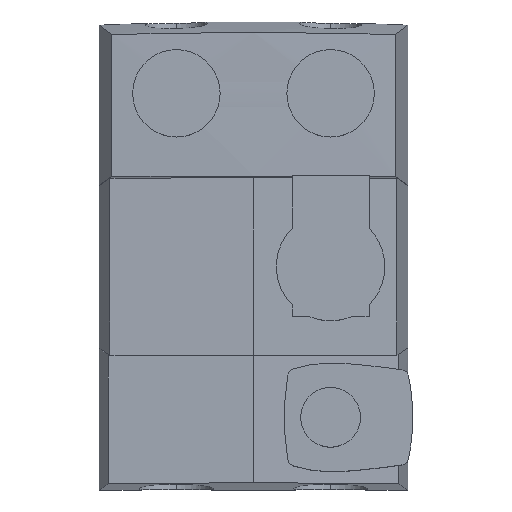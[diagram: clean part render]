
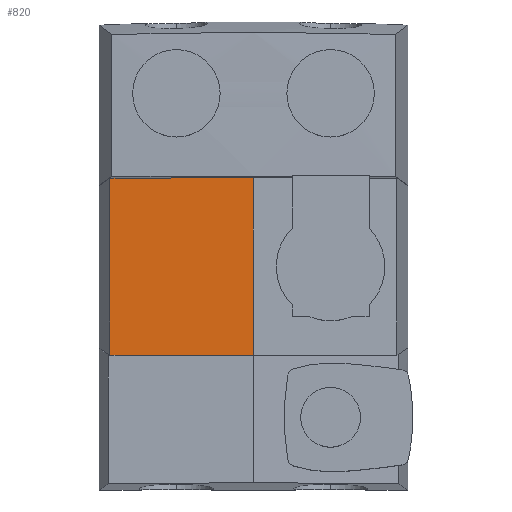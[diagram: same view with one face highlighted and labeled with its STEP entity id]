
A CAD part, top view. The second image highlights one B-rep face of the part: STEP entity #820.
In plain terms, the highlighted cylindrical face has radius 2500 mm (diameter 5000 mm), a partial arc.
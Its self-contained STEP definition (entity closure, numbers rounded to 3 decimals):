
#58 = CARTESIAN_POINT ( 'NONE',  ( 0., -80., -2407.818 ) ) ;
#361 = CARTESIAN_POINT ( 'NONE',  ( -38.778, 72.116, 92.182 ) ) ;
#381 = CARTESIAN_POINT ( 'NONE',  ( 0., -72.116, 92.182 ) ) ;
#438 = CARTESIAN_POINT ( 'NONE',  ( -116.333, -80., 89.474 ) ) ;
#607 = CARTESIAN_POINT ( 'NONE',  ( -116.333, -71.751, 89.474 ) ) ;
#684 = ORIENTED_EDGE ( 'NONE', *, *, #6642, .T. ) ;
#820 = ADVANCED_FACE ( 'NONE', ( #4994 ), #1215, .T. ) ;
#925 = EDGE_LOOP ( 'NONE', ( #2415, #684, #1464, #6763 ) ) ;
#1141 = DIRECTION ( 'NONE',  ( 0., 1., 0. ) ) ;
#1215 = CYLINDRICAL_SURFACE ( 'NONE', #2176, 2500. ) ;
#1344 = EDGE_CURVE ( 'NONE', #4933, #1651, #3133, .T. ) ;
#1464 = ORIENTED_EDGE ( 'NONE', *, *, #1344, .F. ) ;
#1600 = CARTESIAN_POINT ( 'NONE',  ( 0., -72.116, 92.182 ) ) ;
#1651 = VERTEX_POINT ( 'NONE', #6284 ) ;
#1717 = CARTESIAN_POINT ( 'NONE',  ( -116.333, 71.751, 89.474 ) ) ;
#2009 = CARTESIAN_POINT ( 'NONE',  ( 0., 72.116, 92.182 ) ) ;
#2132 = VERTEX_POINT ( 'NONE', #607 ) ;
#2176 = AXIS2_PLACEMENT_3D ( 'NONE', #58, #1141, #4535 ) ;
#2415 = ORIENTED_EDGE ( 'NONE', *, *, #2850, .F. ) ;
#2547 = CARTESIAN_POINT ( 'NONE',  ( -19.422, -72.116, 92.182 ) ) ;
#2850 = EDGE_CURVE ( 'NONE', #4066, #2132, #7017, .T. ) ;
#2970 = CARTESIAN_POINT ( 'NONE',  ( -116.333, -71.751, 89.474 ) ) ;
#3133 = B_SPLINE_CURVE_WITH_KNOTS ( 'NONE', 3,
 ( #5277, #3776, #361, #2009 ),
 .UNSPECIFIED., .F., .F.,
 ( 4, 4 ),
 ( 0.014, 0.13 ),
 .UNSPECIFIED. ) ;
#3640 = EDGE_CURVE ( 'NONE', #2132, #4933, #5811, .T. ) ;
#3776 = CARTESIAN_POINT ( 'NONE',  ( -77.555, 71.994, 91.28 ) ) ;
#4066 = VERTEX_POINT ( 'NONE', #1600 ) ;
#4535 = DIRECTION ( 'NONE',  ( 0., 0., 1. ) ) ;
#4599 = VECTOR ( 'NONE', #6337, 1000. ) ;
#4722 = CARTESIAN_POINT ( 'NONE',  ( -58.233, -72.055, 91.729 ) ) ;
#4778 = CARTESIAN_POINT ( 'NONE',  ( 0., -80., 92.182 ) ) ;
#4933 = VERTEX_POINT ( 'NONE', #1717 ) ;
#4994 = FACE_OUTER_BOUND ( 'NONE', #925, .T. ) ;
#5277 = CARTESIAN_POINT ( 'NONE',  ( -116.333, 71.751, 89.474 ) ) ;
#5430 = VECTOR ( 'NONE', #6962, 1000. ) ;
#5810 = LINE ( 'NONE', #4778, #5430 ) ;
#5811 = LINE ( 'NONE', #438, #4599 ) ;
#6284 = CARTESIAN_POINT ( 'NONE',  ( 0., 72.116, 92.182 ) ) ;
#6337 = DIRECTION ( 'NONE',  ( 0., 1., 0. ) ) ;
#6642 = EDGE_CURVE ( 'NONE', #4066, #1651, #5810, .T. ) ;
#6763 = ORIENTED_EDGE ( 'NONE', *, *, #3640, .F. ) ;
#6906 = CARTESIAN_POINT ( 'NONE',  ( -96.977, -71.872, 90.376 ) ) ;
#6962 = DIRECTION ( 'NONE',  ( 0., 1., 0. ) ) ;
#7017 = B_SPLINE_CURVE_WITH_KNOTS ( 'NONE', 3,
 ( #381, #2547, #4722, #6906, #2970 ),
 .UNSPECIFIED., .F., .F.,
 ( 4, 1, 4 ),
 ( 9.558, 9.616, 9.674 ),
 .UNSPECIFIED. ) ;
